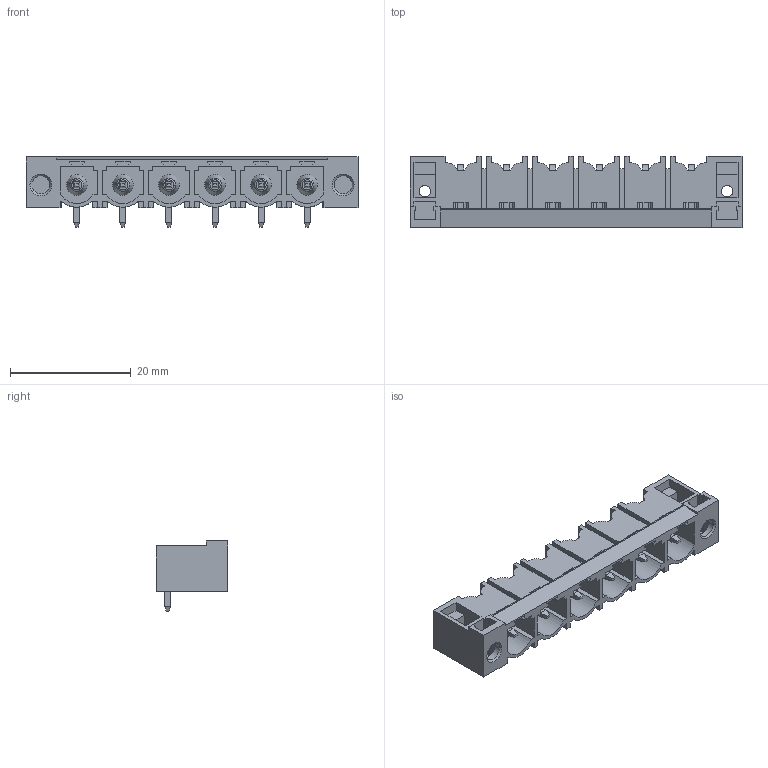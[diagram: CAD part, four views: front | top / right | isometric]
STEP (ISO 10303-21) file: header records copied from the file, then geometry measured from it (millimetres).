
FILE_DESCRIPTION(('CATIA V5 STEP Exchange','CAx-IF Rec.Pracs.--- Model Styling and Organization---1.2---2011-12-15'),'2;1');
FILE_NAME ('D1448654_0_1124250000_1124250000.stp','2018-11-14T13:53:42+00:00',('none'),('Weidmueller'),'CATIA Version 5-6 Release 2014','CATIA V5 STEP AP214','none');
FILE_SCHEMA(('AUTOMOTIVE_DESIGN { 1 0 10303 214 1 1 1 1 }'));
Length unit declared in the file: millimetre
Products named in the file (1): 1124250000
Bounding box: 54.9 x 11.75 x 11.6 mm (x, y, z)
Volume: 2173.6 mm3; surface area: 4958.9 mm2
Topology: 7 solids, 7 shells, 491 faces, 1367 edges, 892 vertices
Faces by surface type: plane 399, cylinder 60, cone 20, torus 12
Entity records: 14118 total; most frequent: ORIENTED_EDGE 2734, CARTESIAN_POINT 2581, DIRECTION 1793, EDGE_CURVE 1355, VECTOR 1131, LINE 1131, VERTEX_POINT 868, EDGE_LOOP 529
